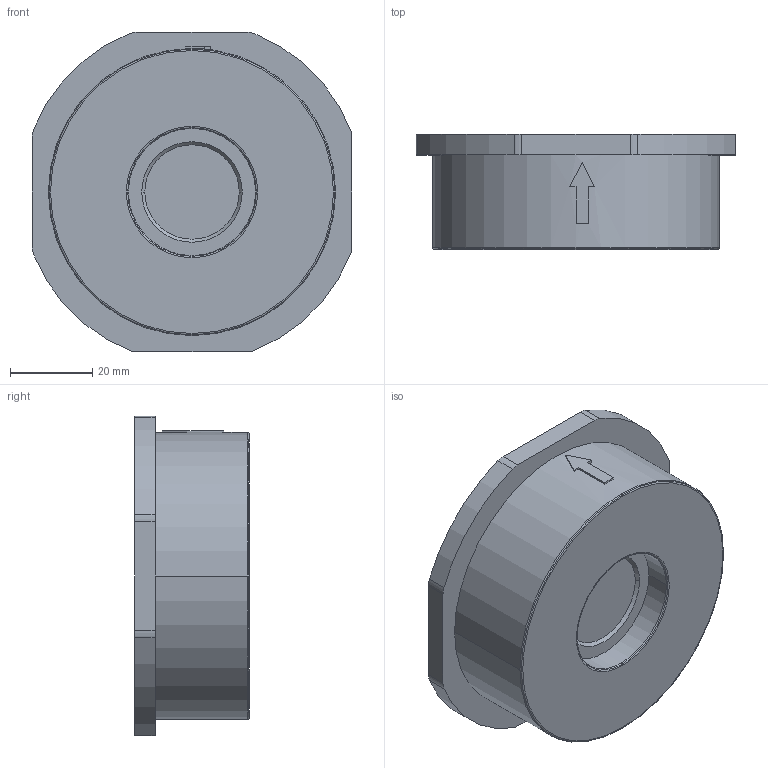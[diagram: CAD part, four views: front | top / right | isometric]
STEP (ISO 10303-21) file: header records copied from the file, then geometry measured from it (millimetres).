
FILE_DESCRIPTION((''),'2;1');
FILE_NAME('2026-DN32_1__ASM','2015-10-14T',('Administrator'),(''),'PRO/ENGINEER BY PARAMETRIC TECHNOLOGY CORPORATION, 2011080','PRO/ENGINEER BY PARAMETRIC TECHNOLOGY CORPORATION, 2011080','');
FILE_SCHEMA(('CONFIG_CONTROL_DESIGN'));
Length unit declared in the file: millimetre
Products named in the file (5): TMP_DWG-3DSOLID_71896; TMP_DWG-3DSOLID_72055; TMP_DWG-3DSOLID_78454; PRT0051; 2026-DN32_1__ASM
Assembly tree (4 placements, depth 2):
  2026-DN32_1__ASM
    TMP_DWG-3DSOLID_71896
    TMP_DWG-3DSOLID_72055
    TMP_DWG-3DSOLID_78454
    PRT0051
Bounding box: 78 x 28 x 78 mm (x, y, z)
Volume: 54105.5 mm3; surface area: 27349.1 mm2
Topology: 3 solids, 3 shells, 106 faces, 281 edges, 189 vertices
Faces by surface type: plane 54, cylinder 32, torus 16, cone 4
Entity records: 3567 total; most frequent: CARTESIAN_POINT 665, DIRECTION 642, ORIENTED_EDGE 562, EDGE_CURVE 281, AXIS2_PLACEMENT_3D 258, VERTEX_POINT 189, CIRCLE 143, VECTOR 126
